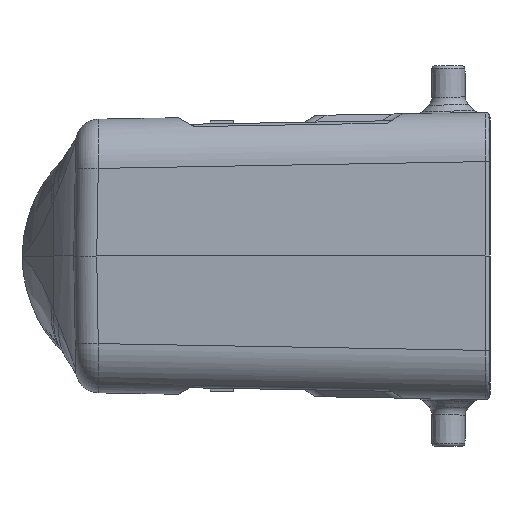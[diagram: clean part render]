
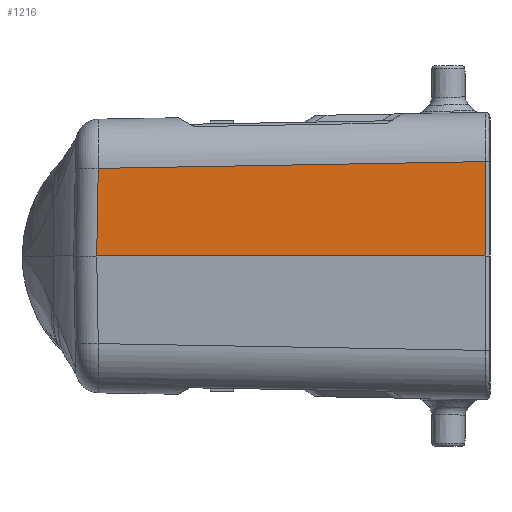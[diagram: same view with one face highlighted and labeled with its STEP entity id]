
A CAD part, left-side view. The second image highlights one B-rep face of the part: STEP entity #1216.
In plain terms, the highlighted planar face has unit normal (-1, 0.018, 0.017).
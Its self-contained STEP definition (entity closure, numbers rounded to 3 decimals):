
#456=B_SPLINE_CURVE_WITH_KNOTS('',3,(#11461,#11462,#11463,#11464),
 .UNSPECIFIED.,.F.,.F.,(4,4),(0.,1.),.UNSPECIFIED.);
#457=B_SPLINE_CURVE_WITH_KNOTS('',3,(#11466,#11467,#11468,#11469),
 .UNSPECIFIED.,.F.,.F.,(4,4),(0.,1.),.UNSPECIFIED.);
#1216=ADVANCED_FACE('',(#1854),#1616,.T.);
#1616=PLANE('',#7872);
#1854=FACE_OUTER_BOUND('',#2282,.T.);
#2282=EDGE_LOOP('',(#3260,#3261,#3262,#3263));
#3260=ORIENTED_EDGE('',*,*,#5783,.T.);
#3261=ORIENTED_EDGE('',*,*,#5781,.T.);
#3262=ORIENTED_EDGE('',*,*,#5784,.F.);
#3263=ORIENTED_EDGE('',*,*,#5785,.T.);
#4987=VERTEX_POINT('',#11409);
#4989=VERTEX_POINT('',#11455);
#4990=VERTEX_POINT('',#11460);
#4991=VERTEX_POINT('',#11465);
#5781=EDGE_CURVE('',#4987,#4989,#6777,.T.);
#5783=EDGE_CURVE('',#4990,#4987,#6779,.T.);
#5784=EDGE_CURVE('',#4991,#4989,#456,.T.);
#5785=EDGE_CURVE('',#4991,#4990,#457,.T.);
#6777=LINE('',#11456,#7375);
#6779=LINE('',#11459,#7377);
#7375=VECTOR('',#8869,1.);
#7377=VECTOR('',#8873,1.);
#7872=AXIS2_PLACEMENT_3D('',#11470,#8874,#8875);
#8869=DIRECTION('',(-0.017,0.017,-1.));
#8873=DIRECTION('',(0.017,1.,-0.017));
#8874=DIRECTION('',(-1.,0.017,0.017));
#8875=DIRECTION('',(0.017,1.,0.));
#11409=CARTESIAN_POINT('',(-58.753,128.333,13.114));
#11455=CARTESIAN_POINT('',(-58.978,128.562,0.));
#11456=CARTESIAN_POINT('',(-58.753,128.333,13.114));
#11459=CARTESIAN_POINT('',(-59.748,70.309,14.127));
#11460=CARTESIAN_POINT('',(-59.748,70.309,14.127));
#11461=CARTESIAN_POINT('',(-59.995,70.309,0.));
#11462=CARTESIAN_POINT('',(-59.656,89.726,0.));
#11463=CARTESIAN_POINT('',(-59.317,109.144,0.));
#11464=CARTESIAN_POINT('',(-58.978,128.562,0.));
#11465=CARTESIAN_POINT('',(-59.995,70.309,0.));
#11466=CARTESIAN_POINT('',(-59.995,70.309,0.));
#11467=CARTESIAN_POINT('',(-59.912,70.309,4.709));
#11468=CARTESIAN_POINT('',(-59.83,70.309,9.418));
#11469=CARTESIAN_POINT('',(-59.748,70.309,14.127));
#11470=CARTESIAN_POINT('',(-59.575,70.,24.335));
